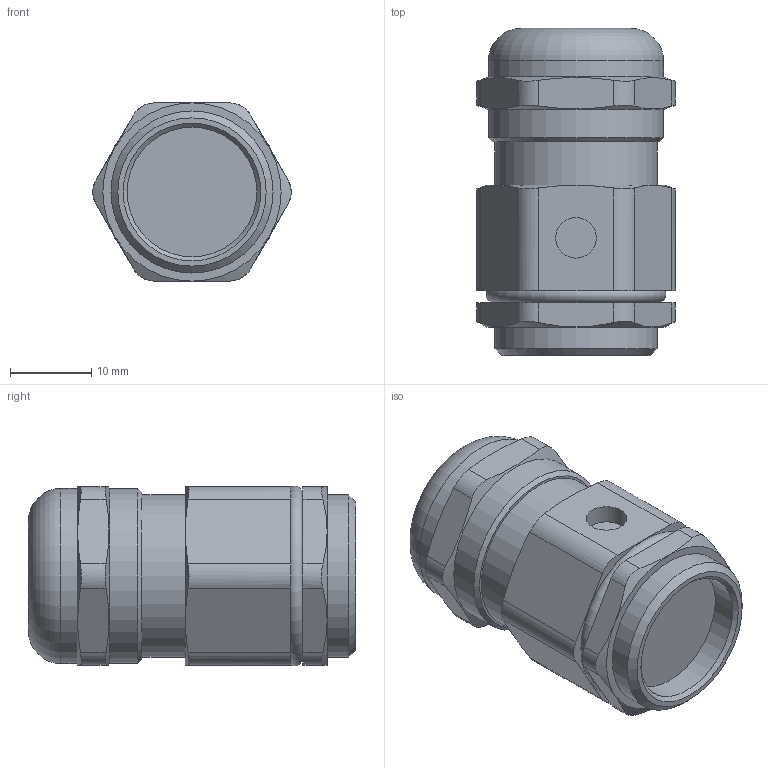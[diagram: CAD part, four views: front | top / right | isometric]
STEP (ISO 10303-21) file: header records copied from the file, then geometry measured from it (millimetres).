
FILE_DESCRIPTION(/* description */ (''),/* implementation_level */ '2;1');
FILE_NAME(/* name */ '',/* time_stamp */ '2023-07-21T16:15:36+07:00',/* author */ ('zeta-09'),/* organization */ (''),/* preprocessor_version */ 'ST-DEVELOPER v19.2',/* originating_system */ 'Autodesk Inventor 2024',/* authorisation */ '');
FILE_SCHEMA (('AUTOMOTIVE_DESIGN { 1 0 10303 214 3 1 1 }'));
Length unit declared in the file: millimetre
Products named in the file (1): Деталь4
Bounding box: 24.48 x 40.36 x 22.2 mm (x, y, z)
Volume: 14268.4 mm3; surface area: 4001.3 mm2
Topology: 1 solids, 1 shells, 72 faces, 172 edges, 110 vertices
Faces by surface type: plane 28, cylinder 24, cone 17, torus 3
Full cylindrical faces by diameter (mm): 5 x1, 16 x1, 20 x2, 21.6 x2
Entity records: 2345 total; most frequent: CARTESIAN_POINT 645, ORIENTED_EDGE 344, DIRECTION 307, EDGE_CURVE 172, AXIS2_PLACEMENT_3D 124, VERTEX_POINT 110, EDGE_LOOP 80, FACE_OUTER_BOUND 72
